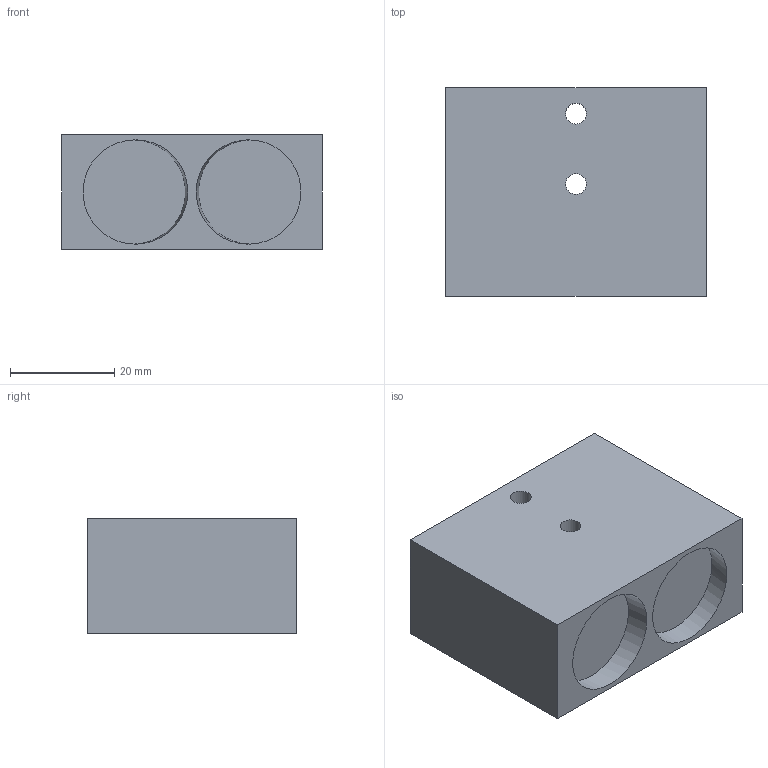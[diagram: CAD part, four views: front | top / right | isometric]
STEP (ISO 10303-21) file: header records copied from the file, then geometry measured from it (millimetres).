
FILE_DESCRIPTION(('STEP Model'),'2;1');
FILE_NAME('FOD-A2.0-100.stp','2012-01-30T13:02:12',(''),(''), 'CAD Exchanger 2.3.0 (www.cadexchanger.com)','CAD Exchanger 2.3.0', 'Unknown');
FILE_SCHEMA(('AUTOMOTIVE_DESIGN { 1 0 10303 214 1 1 1 1 }'));
Length unit declared in the file: millimetre
Products named in the file (1): Unspecified 1
Bounding box: 50 x 40 x 22 mm (x, y, z)
Volume: 40500.9 mm3; surface area: 9093.8 mm2
Topology: 1 solids, 1 shells, 16 faces, 33 edges, 23 vertices
Faces by surface type: plane 10, cylinder 6
Full cylindrical faces by diameter (mm): 4 x2, 6.6 x2, 20 x2
Entity records: 1143 total; most frequent: CARTESIAN_POINT 480, DIRECTION 114, ORIENTED_EDGE 66, PCURVE 66, DEFINITIONAL_REPRESENTATION 66, LINE 48, VECTOR 48, EDGE_CURVE 33
